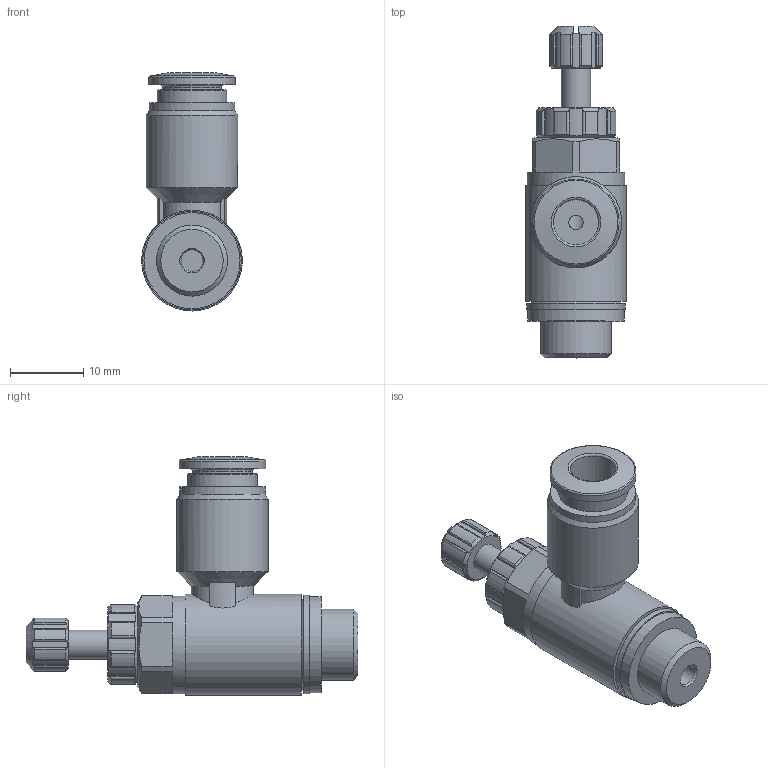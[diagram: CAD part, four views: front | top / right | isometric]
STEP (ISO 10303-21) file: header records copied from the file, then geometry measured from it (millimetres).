
FILE_DESCRIPTION(/* description */ ('STEP AP214'),/* implementation_level */ '2;1');
FILE_NAME(/* name */ '197581_GRLA-1_8-QS-6-RS-D',/* time_stamp */ '2024-08-21T06:31:02+02:00',/* author */ ('License CC BY-ND 4.0'),/* organization */ ('CADENAS'),/* preprocessor_version */ 'ST-DEVELOPER v19.3',/* originating_system */ 'PARTsolutions',/* authorisation */ ' ');
FILE_SCHEMA (('AUTOMOTIVE_DESIGN {1 0 10303 214 3 1 1}'));
Length unit declared in the file: millimetre
Products named in the file (1): 197581 GRLA-1/8-QS-6-RS-D
Bounding box: 13.8 x 45.45 x 32.6 mm (x, y, z)
Volume: 5910.9 mm3; surface area: 3424.5 mm2
Topology: 1 solids, 1 shells, 174 faces, 464 edges, 305 vertices
Faces by surface type: cylinder 82, plane 75, cone 13, torus 4
Full cylindrical faces by diameter (mm): 2 x1, 3 x1, 4 x1, 6.2 x1, 8.1 x1, 9.5 x1, 9.728 x1, 11.7 x1, 11.8 x1, 12.5 x1, 13.15 x1, 13.4 x1, 13.5 x1, 13.8 x1
Entity records: 6646 total; most frequent: CARTESIAN_POINT 1319, ORIENTED_EDGE 860, DIRECTION 802, EDGE_CURVE 430, AXIS2_PLACEMENT_3D 328, VERTEX_POINT 300, EDGE_LOOP 218, FACE_BOUND 218
